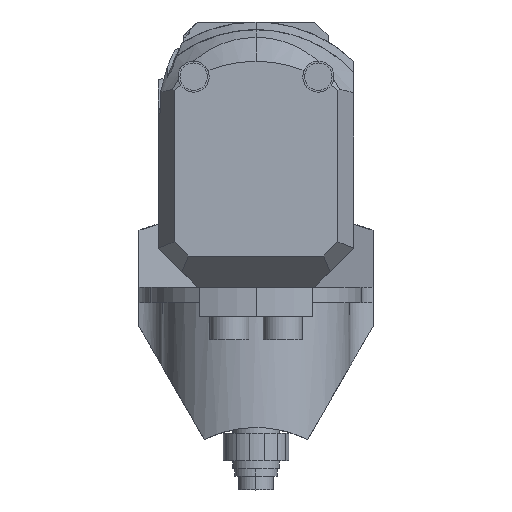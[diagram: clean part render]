
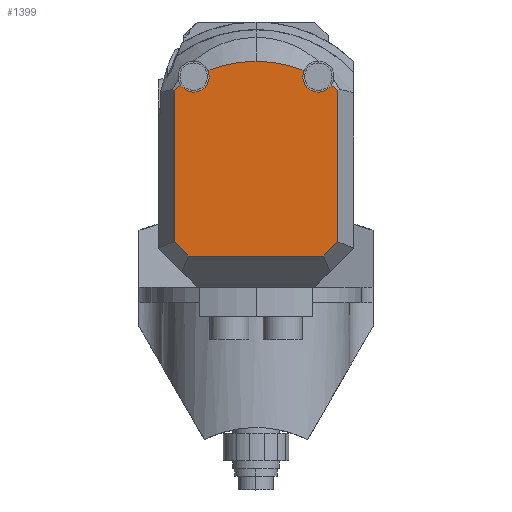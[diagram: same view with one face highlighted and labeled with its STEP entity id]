
A CAD part, left-side view. The second image highlights one B-rep face of the part: STEP entity #1399.
In plain terms, the highlighted planar face has unit normal (-1, 0, 0).
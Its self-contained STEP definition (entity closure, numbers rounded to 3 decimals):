
#1092=PLANE('',#6547);
#1399=ADVANCED_FACE('',(#1837),#1092,.F.);
#1837=FACE_OUTER_BOUND('',#2134,.T.);
#2134=EDGE_LOOP('',(#3890,#3891,#3892,#3893,#3894,#3895,#3896,#3897,#3898,
#3899,#3900,#3901,#3902));
#2516=LINE('',#11696,#2832);
#2517=LINE('',#11699,#2833);
#2518=LINE('',#11701,#2834);
#2519=LINE('',#11719,#2835);
#2520=LINE('',#11721,#2836);
#2832=VECTOR('',#7829,1.);
#2833=VECTOR('',#7830,1.);
#2834=VECTOR('',#7831,1.);
#2835=VECTOR('',#7848,1.);
#2836=VECTOR('',#7849,1.);
#3890=ORIENTED_EDGE('',*,*,#5532,.T.);
#3891=ORIENTED_EDGE('',*,*,#5533,.F.);
#3892=ORIENTED_EDGE('',*,*,#5534,.T.);
#3893=ORIENTED_EDGE('',*,*,#5535,.F.);
#3894=ORIENTED_EDGE('',*,*,#5536,.F.);
#3895=ORIENTED_EDGE('',*,*,#5537,.F.);
#3896=ORIENTED_EDGE('',*,*,#5538,.F.);
#3897=ORIENTED_EDGE('',*,*,#5539,.F.);
#3898=ORIENTED_EDGE('',*,*,#5540,.F.);
#3899=ORIENTED_EDGE('',*,*,#5541,.F.);
#3900=ORIENTED_EDGE('',*,*,#5542,.F.);
#3901=ORIENTED_EDGE('',*,*,#5543,.F.);
#3902=ORIENTED_EDGE('',*,*,#5544,.T.);
#4847=VERTEX_POINT('',#11697);
#4848=VERTEX_POINT('',#11698);
#4849=VERTEX_POINT('',#11700);
#4850=VERTEX_POINT('',#11702);
#4851=VERTEX_POINT('',#11704);
#4852=VERTEX_POINT('',#11706);
#4853=VERTEX_POINT('',#11708);
#4854=VERTEX_POINT('',#11710);
#4855=VERTEX_POINT('',#11712);
#4856=VERTEX_POINT('',#11714);
#4857=VERTEX_POINT('',#11716);
#4858=VERTEX_POINT('',#11718);
#4859=VERTEX_POINT('',#11720);
#5532=EDGE_CURVE('',#4847,#4848,#2516,.T.);
#5533=EDGE_CURVE('',#4849,#4848,#2517,.T.);
#5534=EDGE_CURVE('',#4849,#4850,#2518,.T.);
#5535=EDGE_CURVE('',#4851,#4850,#6001,.T.);
#5536=EDGE_CURVE('',#4852,#4851,#6002,.T.);
#5537=EDGE_CURVE('',#4853,#4852,#6003,.T.);
#5538=EDGE_CURVE('',#4854,#4853,#6004,.T.);
#5539=EDGE_CURVE('',#4855,#4854,#6005,.T.);
#5540=EDGE_CURVE('',#4856,#4855,#6006,.T.);
#5541=EDGE_CURVE('',#4857,#4856,#6007,.T.);
#5542=EDGE_CURVE('',#4858,#4857,#6008,.T.);
#5543=EDGE_CURVE('',#4859,#4858,#2519,.T.);
#5544=EDGE_CURVE('',#4859,#4847,#2520,.T.);
#6001=CIRCLE('',#6539,33.423);
#6002=CIRCLE('',#6540,4.);
#6003=CIRCLE('',#6541,4.);
#6004=CIRCLE('',#6542,33.423);
#6005=CIRCLE('',#6543,33.423);
#6006=CIRCLE('',#6544,4.);
#6007=CIRCLE('',#6545,4.);
#6008=CIRCLE('',#6546,33.423);
#6539=AXIS2_PLACEMENT_3D('',#11703,#7832,#7833);
#6540=AXIS2_PLACEMENT_3D('',#11705,#7834,#7835);
#6541=AXIS2_PLACEMENT_3D('',#11707,#7836,#7837);
#6542=AXIS2_PLACEMENT_3D('',#11709,#7838,#7839);
#6543=AXIS2_PLACEMENT_3D('',#11711,#7840,#7841);
#6544=AXIS2_PLACEMENT_3D('',#11713,#7842,#7843);
#6545=AXIS2_PLACEMENT_3D('',#11715,#7844,#7845);
#6546=AXIS2_PLACEMENT_3D('',#11717,#7846,#7847);
#6547=AXIS2_PLACEMENT_3D('',#11722,#7850,#7851);
#7829=DIRECTION('',(0.,-1.,0.));
#7830=DIRECTION('',(0.,0.707,-0.707));
#7831=DIRECTION('',(0.,0.,1.));
#7832=DIRECTION('',(1.,0.,0.));
#7833=DIRECTION('',(0.,0.,-1.));
#7834=DIRECTION('',(-1.,0.,0.));
#7835=DIRECTION('',(0.,0.,-1.));
#7836=DIRECTION('',(-1.,0.,0.));
#7837=DIRECTION('',(0.,0.,-1.));
#7838=DIRECTION('',(1.,0.,0.));
#7839=DIRECTION('',(0.,0.,-1.));
#7840=DIRECTION('',(1.,0.,0.));
#7841=DIRECTION('',(0.,0.,-1.));
#7842=DIRECTION('',(-1.,0.,0.));
#7843=DIRECTION('',(0.,0.,-1.));
#7844=DIRECTION('',(-1.,0.,0.));
#7845=DIRECTION('',(0.,0.,-1.));
#7846=DIRECTION('',(1.,0.,0.));
#7847=DIRECTION('',(0.,0.,-1.));
#7848=DIRECTION('',(0.,0.,1.));
#7849=DIRECTION('',(0.,-0.707,-0.707));
#7850=DIRECTION('',(1.,0.,0.));
#7851=DIRECTION('',(0.,0.,-1.));
#11696=CARTESIAN_POINT('',(-92.1,0.,-1.));
#11697=CARTESIAN_POINT('',(-92.1,17.343,-1.));
#11698=CARTESIAN_POINT('',(-92.1,-17.343,-1.));
#11699=CARTESIAN_POINT('',(-92.1,0.,-18.343));
#11700=CARTESIAN_POINT('',(-92.1,-21.,2.657));
#11701=CARTESIAN_POINT('',(-92.1,-21.,75.));
#11702=CARTESIAN_POINT('',(-92.1,-21.,41.497));
#11703=CARTESIAN_POINT('',(-92.1,0.,15.495));
#11704=CARTESIAN_POINT('',(-92.1,-19.32,42.768));
#11705=CARTESIAN_POINT('',(-92.1,-16.,45.));
#11706=CARTESIAN_POINT('',(-92.1,-16.,41.));
#11707=CARTESIAN_POINT('',(-92.1,-16.,45.));
#11708=CARTESIAN_POINT('',(-92.1,-12.319,46.565));
#11709=CARTESIAN_POINT('',(-92.1,0.,15.495));
#11710=CARTESIAN_POINT('',(-92.1,0.,48.918));
#11711=CARTESIAN_POINT('',(-92.1,0.,15.495));
#11712=CARTESIAN_POINT('',(-92.1,12.319,46.565));
#11713=CARTESIAN_POINT('',(-92.1,16.,45.));
#11714=CARTESIAN_POINT('',(-92.1,16.,41.));
#11715=CARTESIAN_POINT('',(-92.1,16.,45.));
#11716=CARTESIAN_POINT('',(-92.1,19.32,42.768));
#11717=CARTESIAN_POINT('',(-92.1,0.,15.495));
#11718=CARTESIAN_POINT('',(-92.1,21.,41.497));
#11719=CARTESIAN_POINT('',(-92.1,21.,75.));
#11720=CARTESIAN_POINT('',(-92.1,21.,2.657));
#11721=CARTESIAN_POINT('',(-92.1,0.,-18.343));
#11722=CARTESIAN_POINT('',(-92.1,65.298,50.378));
